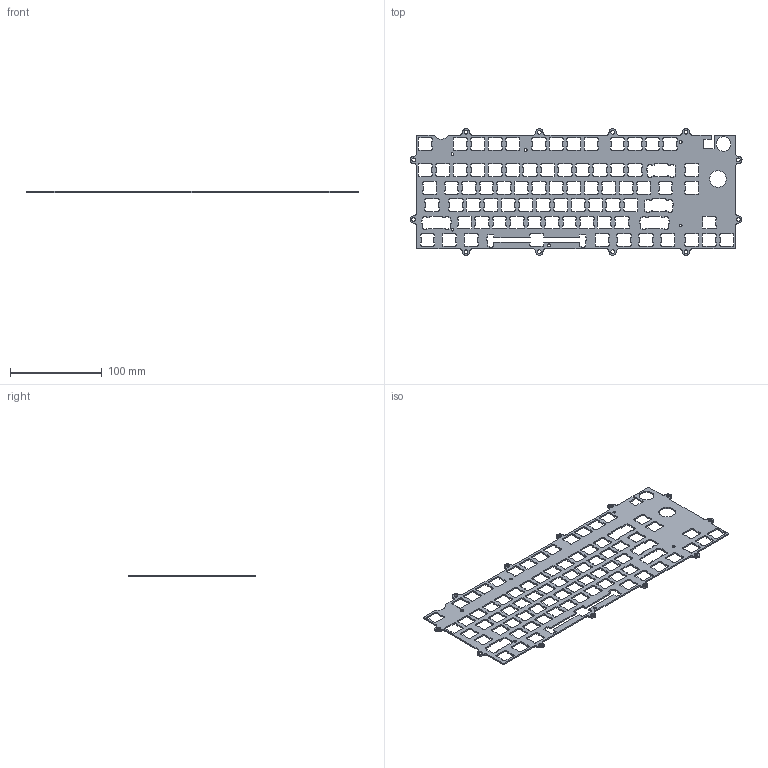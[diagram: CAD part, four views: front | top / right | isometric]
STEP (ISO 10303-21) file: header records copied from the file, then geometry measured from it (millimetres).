
FILE_DESCRIPTION(/* description */ (''),/* implementation_level */ '2;1');
FILE_NAME(/* name */ '定位板.step',/* time_stamp */ '2021-12-10T23:41:37+08:00',/* author */ (''),/* organization */ (''),/* preprocessor_version */ 'ST-DEVELOPER v18.1',/* originating_system */ 'Autodesk Translation Framework v10.10.0.1391',/* authorisation */ '');
FILE_SCHEMA (('AUTOMOTIVE_DESIGN { 1 0 10303 214 3 1 1 }'));
Length unit declared in the file: millimetre
Products named in the file (1): Fusion 零部件
Bounding box: 362.06 x 138.25 x 1.5 mm (x, y, z)
Volume: 37512.7 mm3; surface area: 60216 mm2
Topology: 1 solids, 1 shells, 1818 faces, 5448 edges, 3632 vertices
Faces by surface type: plane 1761, cylinder 57
Full cylindrical faces by diameter (mm): 3.2 x6, 4.2 x12, 16 x1, 18 x1
Entity records: 60499 total; most frequent: CARTESIAN_POINT 10899, ORIENTED_EDGE 10896, DIRECTION 9200, EDGE_CURVE 5448, LINE 5334, VECTOR 5334, VERTEX_POINT 3632, EDGE_LOOP 2018
